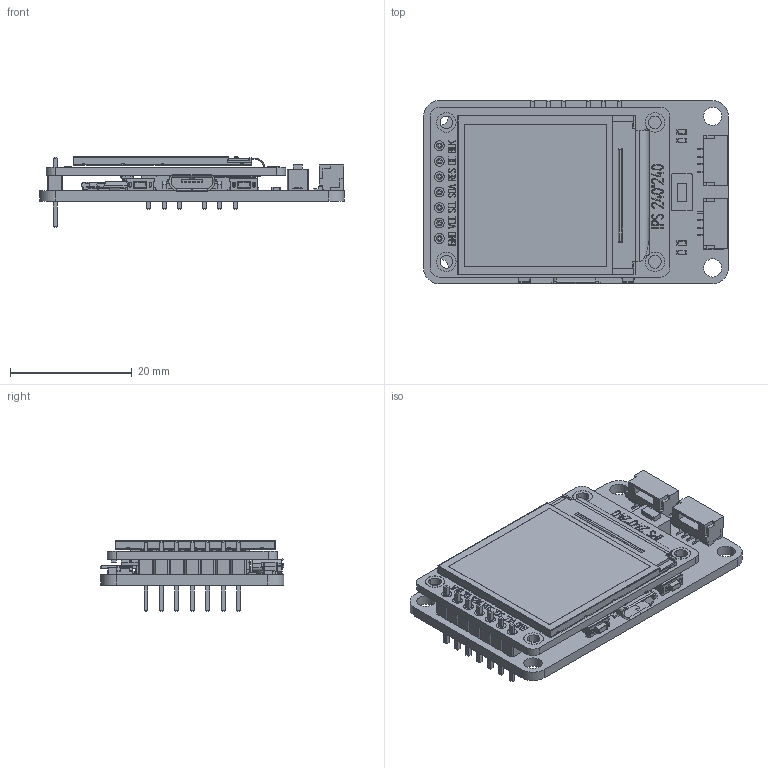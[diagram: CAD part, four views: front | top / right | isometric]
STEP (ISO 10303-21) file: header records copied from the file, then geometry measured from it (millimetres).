
FILE_DESCRIPTION(('Open CASCADE Model'),'2;1');
FILE_NAME('Open CASCADE Shape Model','2022-03-29T10:23:17',('Author'),( 'Open CASCADE'),'Open CASCADE STEP processor 6.8','Open CASCADE 6.8' ,'Unknown');
FILE_SCHEMA(('AUTOMOTIVE_DESIGN { 1 0 10303 214 1 1 1 1 }'));
Length unit declared in the file: millimetre
Products named in the file (81): PCB; Board; Open CASCADE STEP translator 6.8 1.1.1; R15; 6052916624; term1; term2; body; D6; LED_0603_WHITE; S4; 6052917424; P7; PinHeader_1x03_P2.54mm_Horizontal; P5; C8; User_Library-0603_SMD_Capacitor; C7; R14; R13; D5; LED_0603_RED; D4; LED_0603_BLUE; R12; 6052918784; S3; SWITCH_2x4x3.5mm; xiaobeibei_body; xiaobeibei_cap; xiaobeibei_plate; xiaobeibei_pin; S2; S1; 603535key; 6058950304; Extruded; R11; R10; R9 ...
Assembly tree (106 placements, depth 4):
  PCB
    Board
      Open CASCADE STEP translator 6.8 1.1.1
    R15
      6052916624
        term1
        term2
        body
    D6
      LED_0603_WHITE
    S4
      6052917424
    P7
      PinHeader_1x03_P2.54mm_Horizontal
    P5
      PinHeader_1x03_P2.54mm_Horizontal
    C8
      User_Library-0603_SMD_Capacitor
    C7
      User_Library-0603_SMD_Capacitor
    R14
      6052916624
        term1
        term2
        body
    R13
      6052916624
        term1
        term2
        body
    D5
      LED_0603_RED
    D4
      LED_0603_BLUE
    R12
      6052918784
        term1
        term2
        body
    S3
      SWITCH_2x4x3.5mm
        xiaobeibei_body
        xiaobeibei_cap
        xiaobeibei_plate
        xiaobeibei_pin  x2
    S2
      SWITCH_2x4x3.5mm
        xiaobeibei_body
        xiaobeibei_cap
        xiaobeibei_plate
        xiaobeibei_pin  x2
    S1
      603535key
      6058950304
        Extruded
    R11
      6052918784
        term1
        term2
        body
Bounding box: 50.13 x 30.18 x 11.6 mm (x, y, z)
Volume: 5723.1 mm3; surface area: 10541.1 mm2
Topology: 114 solids, 134 shells, 5751 faces, 14521 edges, 9186 vertices
Faces by surface type: plane 3984, cylinder 833, bspline 738, sphere 144, torus 48, cone 4
Full cylindrical faces by diameter (mm): 0.55 x3, 0.6 x4, 0.9 x2, 1 x13, 3 x4
Entity records: 158002 total; most frequent: CARTESIAN_POINT 45268, ORIENTED_EDGE 20544, DIRECTION 16258, EDGE_CURVE 10272, LINE 6656, VECTOR 6656, VERTEX_POINT 6640, AXIS2_PLACEMENT_3D 4801
